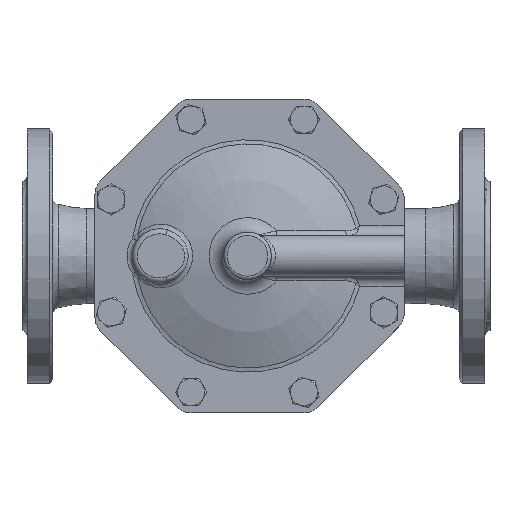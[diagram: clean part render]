
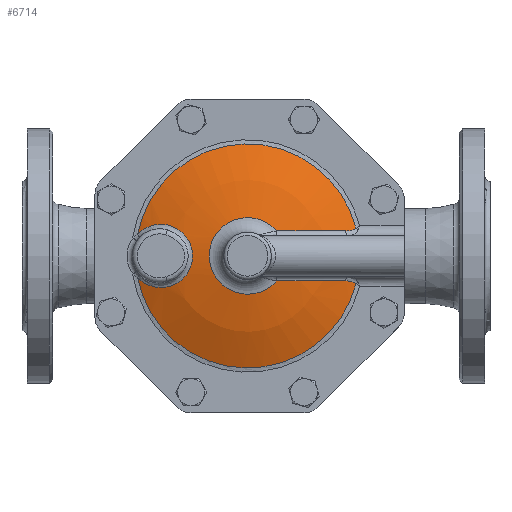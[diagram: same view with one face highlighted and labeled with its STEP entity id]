
A CAD part, top view. The second image highlights one B-rep face of the part: STEP entity #6714.
In plain terms, the highlighted spherical face has radius 160 mm.
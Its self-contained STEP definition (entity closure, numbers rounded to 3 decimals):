
#22=SPHERICAL_SURFACE('',#7304,160.);
#152=B_SPLINE_CURVE_WITH_KNOTS('',3,(#10815,#10816,#10817,#10818,#10819,
#10820,#10821,#10822,#10823,#10824,#10825,#10826,#10827,#10828,#10829,#10830,
#10831,#10832),.UNSPECIFIED.,.F.,.F.,(4,1,1,1,1,1,1,1,1,1,1,1,1,1,1,4),
(-9.4,-8.896,-8.728,-8.057,
-7.386,-7.218,-6.714,-6.043,
-5.371,-4.476,-4.029,-3.357,
-2.686,-1.343,-0.671,0.),.UNSPECIFIED.);
#157=B_SPLINE_CURVE_WITH_KNOTS('',3,(#10912,#10913,#10914,#10915,#10916,
#10917,#10918),.UNSPECIFIED.,.F.,.F.,(4,1,1,1,4),(-0.707,-0.303,
-0.202,-0.101,0.),.UNSPECIFIED.);
#158=B_SPLINE_CURVE_WITH_KNOTS('',3,(#10925,#10926,#10927,#10928,#10929,
#10930,#10931),.UNSPECIFIED.,.F.,.F.,(4,1,1,1,4),(-0.707,-0.606,
-0.505,-0.303,0.),
 .UNSPECIFIED.);
#1662=FACE_OUTER_BOUND('',#2155,.T.);
#2155=EDGE_LOOP('',(#5189,#5190,#5191,#5192,#5193,#5194,#5195,#5196));
#2618=CIRCLE('',#7300,66.072);
#2619=CIRCLE('',#7302,66.072);
#2621=CIRCLE('',#7305,159.321);
#2622=CIRCLE('',#7306,22.588);
#2623=CIRCLE('',#7307,159.321);
#3097=VERTEX_POINT('',#10812);
#3098=VERTEX_POINT('',#10814);
#3102=VERTEX_POINT('',#10891);
#3103=VERTEX_POINT('',#10900);
#3105=VERTEX_POINT('',#10911);
#3106=VERTEX_POINT('',#10919);
#3107=VERTEX_POINT('',#10921);
#3108=VERTEX_POINT('',#10923);
#3868=EDGE_CURVE('',#3097,#3098,#152,.T.);
#3877=EDGE_CURVE('',#3102,#3097,#2618,.T.);
#3878=EDGE_CURVE('',#3098,#3103,#2619,.T.);
#3881=EDGE_CURVE('',#3105,#3102,#157,.T.);
#3882=EDGE_CURVE('',#3106,#3105,#2621,.T.);
#3883=EDGE_CURVE('',#3107,#3106,#2622,.T.);
#3884=EDGE_CURVE('',#3108,#3107,#2623,.T.);
#3885=EDGE_CURVE('',#3103,#3108,#158,.T.);
#5189=ORIENTED_EDGE('',*,*,#3868,.F.);
#5190=ORIENTED_EDGE('',*,*,#3877,.F.);
#5191=ORIENTED_EDGE('',*,*,#3881,.F.);
#5192=ORIENTED_EDGE('',*,*,#3882,.F.);
#5193=ORIENTED_EDGE('',*,*,#3883,.F.);
#5194=ORIENTED_EDGE('',*,*,#3884,.F.);
#5195=ORIENTED_EDGE('',*,*,#3885,.F.);
#5196=ORIENTED_EDGE('',*,*,#3878,.F.);
#6714=ADVANCED_FACE('',(#1662),#22,.T.);
#7300=AXIS2_PLACEMENT_3D('',#10898,#8501,#8502);
#7302=AXIS2_PLACEMENT_3D('',#10901,#8505,#8506);
#7304=AXIS2_PLACEMENT_3D('',#10910,#8509,#8510);
#7305=AXIS2_PLACEMENT_3D('',#10920,#8511,#8512);
#7306=AXIS2_PLACEMENT_3D('',#10922,#8513,#8514);
#7307=AXIS2_PLACEMENT_3D('',#10924,#8515,#8516);
#8501=DIRECTION('center_axis',(0.,0.,
-1.));
#8502=DIRECTION('ref_axis',(-1.,0.,0.));
#8505=DIRECTION('center_axis',(0.,0.,
-1.));
#8506=DIRECTION('ref_axis',(-1.,0.,0.));
#8509=DIRECTION('center_axis',(0.,0.,1.));
#8510=DIRECTION('ref_axis',(1.,0.,0.));
#8511=DIRECTION('center_axis',(0.,1.,0.));
#8512=DIRECTION('ref_axis',(-0.108,0.,-0.994));
#8513=DIRECTION('center_axis',(0.,0.,1.));
#8514=DIRECTION('ref_axis',(-1.,0.,0.));
#8515=DIRECTION('center_axis',(0.,-1.,0.));
#8516=DIRECTION('ref_axis',(-0.108,0.,-0.994));
#10812=CARTESIAN_POINT('',(-64.877,-12.508,17.035));
#10814=CARTESIAN_POINT('',(-64.877,12.508,17.035));
#10815=CARTESIAN_POINT('Ctrl Pts',(-64.877,-12.508,17.035));
#10816=CARTESIAN_POINT('Ctrl Pts',(-63.802,-13.697,
17.412));
#10817=CARTESIAN_POINT('Ctrl Pts',(-62.157,-15.098,
17.986));
#10818=CARTESIAN_POINT('Ctrl Pts',(-58.529,-17.251,
19.244));
#10819=CARTESIAN_POINT('Ctrl Pts',(-54.002,-18.775,
20.802));
#10820=CARTESIAN_POINT('Ctrl Pts',(-49.219,-18.717,
22.423));
#10821=CARTESIAN_POINT('Ctrl Pts',(-45.131,-17.788,
23.797));
#10822=CARTESIAN_POINT('Ctrl Pts',(-41.183,-16.165,
25.114));
#10823=CARTESIAN_POINT('Ctrl Pts',(-36.587,-12.371,
26.631));
#10824=CARTESIAN_POINT('Ctrl Pts',(-32.816,-6.017,27.864));
#10825=CARTESIAN_POINT('Ctrl Pts',(-31.993,0.761,28.132));
#10826=CARTESIAN_POINT('Ctrl Pts',(-33.562,7.25,27.621));
#10827=CARTESIAN_POINT('Ctrl Pts',(-36.556,12.338,26.641));
#10828=CARTESIAN_POINT('Ctrl Pts',(-43.261,17.895,24.43));
#10829=CARTESIAN_POINT('Ctrl Pts',(-51.959,19.465,21.505));
#10830=CARTESIAN_POINT('Ctrl Pts',(-60.022,16.753,18.73));
#10831=CARTESIAN_POINT('Ctrl Pts',(-63.443,14.094,17.538));
#10832=CARTESIAN_POINT('Ctrl Pts',(-64.877,12.508,17.035));
#10891=CARTESIAN_POINT('',(63.991,-16.453,17.035));
#10898=CARTESIAN_POINT('Origin',(0.,0.,
17.035));
#10900=CARTESIAN_POINT('',(63.991,16.453,17.035));
#10901=CARTESIAN_POINT('Origin',(0.,0.,
17.035));
#10910=CARTESIAN_POINT('Origin',(0.,0.,-128.685));
#10911=CARTESIAN_POINT('',(57.965,-14.724,19.717));
#10912=CARTESIAN_POINT('Ctrl Pts',(57.965,-14.724,19.717));
#10913=CARTESIAN_POINT('Ctrl Pts',(59.197,-14.724,19.236));
#10914=CARTESIAN_POINT('Ctrl Pts',(60.762,-14.858,18.589));
#10915=CARTESIAN_POINT('Ctrl Pts',(62.494,-15.416,17.797));
#10916=CARTESIAN_POINT('Ctrl Pts',(63.315,-15.815,17.402));
#10917=CARTESIAN_POINT('Ctrl Pts',(63.8,-16.207,17.147));
#10918=CARTESIAN_POINT('Ctrl Pts',(63.991,-16.453,17.035));
#10919=CARTESIAN_POINT('',(17.13,-14.724,29.712));
#10920=CARTESIAN_POINT('Origin',(0.,-14.724,
-128.685));
#10921=CARTESIAN_POINT('',(17.13,14.724,29.712));
#10922=CARTESIAN_POINT('Origin',(0.,0.,
29.712));
#10923=CARTESIAN_POINT('',(57.965,14.724,19.717));
#10924=CARTESIAN_POINT('Origin',(0.,14.724,-128.685));
#10925=CARTESIAN_POINT('Ctrl Pts',(63.991,16.453,17.035));
#10926=CARTESIAN_POINT('Ctrl Pts',(63.8,16.207,17.147));
#10927=CARTESIAN_POINT('Ctrl Pts',(63.316,15.814,17.402));
#10928=CARTESIAN_POINT('Ctrl Pts',(62.22,15.285,17.929));
#10929=CARTESIAN_POINT('Ctrl Pts',(60.447,14.832,18.72));
#10930=CARTESIAN_POINT('Ctrl Pts',(58.889,14.724,19.357));
#10931=CARTESIAN_POINT('Ctrl Pts',(57.965,14.724,19.717));
